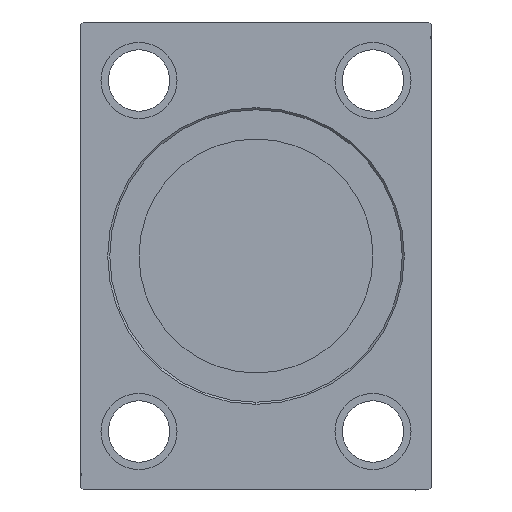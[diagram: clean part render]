
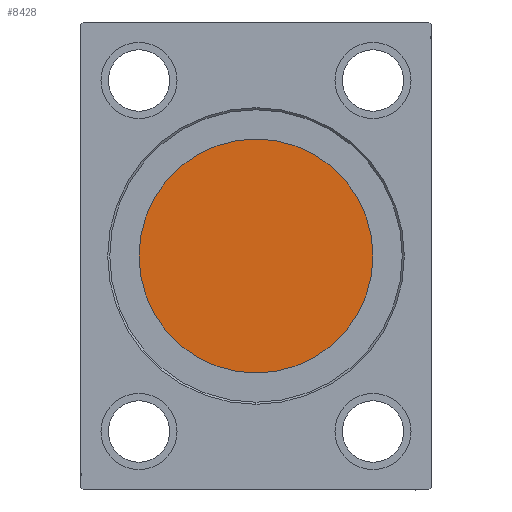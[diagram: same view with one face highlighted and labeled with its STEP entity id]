
A CAD part, left-side view. The second image highlights one B-rep face of the part: STEP entity #8428.
In plain terms, the highlighted planar face has unit normal (-1, 0, 0).
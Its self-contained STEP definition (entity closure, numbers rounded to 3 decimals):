
#1720 = CARTESIAN_POINT ( 'NONE',  ( 164.7, 0., 40. ) ) ;
#3768 = ORIENTED_EDGE ( 'NONE', *, *, #22850, .T. ) ;
#7600 = EDGE_CURVE ( 'NONE', #37749, #19470, #9128, .T. ) ;
#8428 = ADVANCED_FACE ( 'NONE', ( #32635 ), #38449, .T. ) ;
#8680 = CARTESIAN_POINT ( 'NONE',  ( 164.7, 0., 0. ) ) ;
#9128 = CIRCLE ( 'NONE', #33122, 40. ) ;
#9745 = DIRECTION ( 'NONE',  ( -1., 0., 0. ) ) ;
#10420 = CIRCLE ( 'NONE', #23441, 40. ) ;
#12848 = CARTESIAN_POINT ( 'NONE',  ( 164.7, 0., -40. ) ) ;
#18683 = CARTESIAN_POINT ( 'NONE',  ( 164.7, 0., 0. ) ) ;
#19470 = VERTEX_POINT ( 'NONE', #1720 ) ;
#22850 = EDGE_CURVE ( 'NONE', #19470, #37749, #10420, .T. ) ;
#23441 = AXIS2_PLACEMENT_3D ( 'NONE', #8680, #34873, #35076 ) ;
#27996 = EDGE_LOOP ( 'NONE', ( #3768, #38325 ) ) ;
#28990 = DIRECTION ( 'NONE',  ( -1., 0., 0. ) ) ;
#32635 = FACE_OUTER_BOUND ( 'NONE', #27996, .T. ) ;
#33122 = AXIS2_PLACEMENT_3D ( 'NONE', #39167, #9745, #35944 ) ;
#34873 = DIRECTION ( 'NONE',  ( -1., 0., 0. ) ) ;
#35076 = DIRECTION ( 'NONE',  ( 0., 0., 1. ) ) ;
#35429 = DIRECTION ( 'NONE',  ( 0., 0., 1. ) ) ;
#35944 = DIRECTION ( 'NONE',  ( 0., 0., 1. ) ) ;
#37749 = VERTEX_POINT ( 'NONE', #12848 ) ;
#38325 = ORIENTED_EDGE ( 'NONE', *, *, #7600, .T. ) ;
#38449 = PLANE ( 'NONE',  #42085 ) ;
#39167 = CARTESIAN_POINT ( 'NONE',  ( 164.7, 0., 0. ) ) ;
#42085 = AXIS2_PLACEMENT_3D ( 'NONE', #18683, #28990, #35429 ) ;
